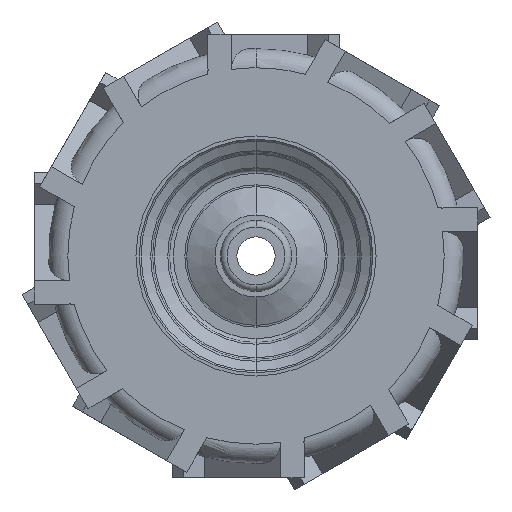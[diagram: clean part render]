
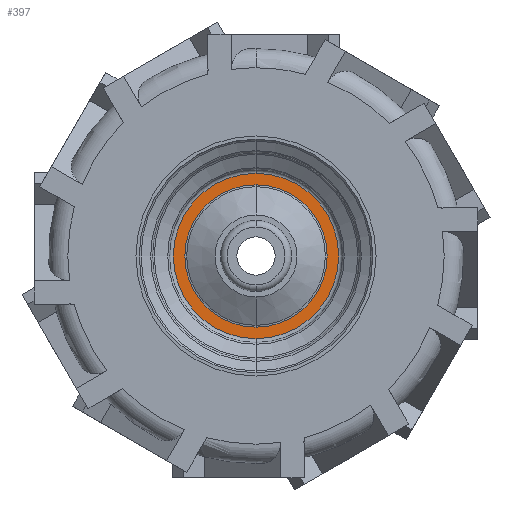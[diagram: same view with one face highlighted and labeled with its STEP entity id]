
A CAD part, left-side view. The second image highlights one B-rep face of the part: STEP entity #397.
In plain terms, the highlighted planar face has unit normal (-1, 0, 0).
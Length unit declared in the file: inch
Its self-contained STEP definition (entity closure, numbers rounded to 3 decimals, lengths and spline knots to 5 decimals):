
#397 = ADVANCED_FACE ( 'NONE', ( #3010, #6032 ), #3129, .F. ) ;
#478 = CIRCLE ( 'NONE', #6996, 0.70949 ) ;
#624 = DIRECTION ( 'NONE',  ( -1., 0., 0. ) ) ;
#751 = DIRECTION ( 'NONE',  ( 0., 0., -1. ) ) ;
#986 = AXIS2_PLACEMENT_3D ( 'NONE', #5285, #4053, #5870 ) ;
#1097 = EDGE_CURVE ( 'Edge45', #3984, #2480, #2544, .T. ) ;
#1157 = CARTESIAN_POINT ( 'NONE',  ( 1.51778, 0., -0.82421 ) ) ;
#1185 = AXIS2_PLACEMENT_3D ( 'NONE', #7257, #5414, #751 ) ;
#1412 = CARTESIAN_POINT ( 'NONE',  ( 1.51778, 0., 0. ) ) ;
#1469 = CIRCLE ( 'NONE', #986, 0.70949 ) ;
#1496 = DIRECTION ( 'NONE',  ( 0., 0., 1. ) ) ;
#1917 = DIRECTION ( 'NONE',  ( 0., 0., 1. ) ) ;
#2030 = DIRECTION ( 'NONE',  ( -1., 0., 0. ) ) ;
#2169 = AXIS2_PLACEMENT_3D ( 'NONE', #4002, #5789, #1917 ) ;
#2411 = CARTESIAN_POINT ( 'NONE',  ( 1.51778, 0., 0.70949 ) ) ;
#2454 = AXIS2_PLACEMENT_3D ( 'NONE', #1412, #2030, #5509 ) ;
#2480 = VERTEX_POINT ( 'NONE', #6963 ) ;
#2544 = CIRCLE ( 'NONE', #2169, 0.82421 ) ;
#3010 = FACE_BOUND ( 'NONE', #6957, .T. ) ;
#3129 = PLANE ( 'NONE',  #1185 ) ;
#3214 = EDGE_CURVE ( 'Edge134', #7244, #5470, #478, .T. ) ;
#3404 = CARTESIAN_POINT ( 'NONE',  ( 1.51778, 0., -0.70949 ) ) ;
#3984 = VERTEX_POINT ( 'NONE', #1157 ) ;
#4002 = CARTESIAN_POINT ( 'NONE',  ( 1.51778, 0., 0. ) ) ;
#4053 = DIRECTION ( 'NONE',  ( -1., 0., 0. ) ) ;
#4249 = EDGE_CURVE ( 'Edge45', #2480, #3984, #7009, .T. ) ;
#4626 = CARTESIAN_POINT ( 'NONE',  ( 1.51778, 0., 0. ) ) ;
#4650 = EDGE_CURVE ( 'Edge134', #5470, #7244, #1469, .T. ) ;
#4755 = EDGE_LOOP ( 'NONE', ( #5527, #6688 ) ) ;
#5285 = CARTESIAN_POINT ( 'NONE',  ( 1.51778, 0., 0. ) ) ;
#5414 = DIRECTION ( 'NONE',  ( 1., 0., 0. ) ) ;
#5470 = VERTEX_POINT ( 'NONE', #3404 ) ;
#5509 = DIRECTION ( 'NONE',  ( 0., 0., 1. ) ) ;
#5527 = ORIENTED_EDGE ( 'NONE', *, *, #4249, .T. ) ;
#5789 = DIRECTION ( 'NONE',  ( -1., 0., 0. ) ) ;
#5870 = DIRECTION ( 'NONE',  ( 0., 0., 1. ) ) ;
#6032 = FACE_OUTER_BOUND ( 'NONE', #4755, .T. ) ;
#6486 = ORIENTED_EDGE ( 'NONE', *, *, #4650, .F. ) ;
#6688 = ORIENTED_EDGE ( 'NONE', *, *, #1097, .T. ) ;
#6957 = EDGE_LOOP ( 'NONE', ( #7318, #6486 ) ) ;
#6963 = CARTESIAN_POINT ( 'NONE',  ( 1.51778, 0., 0.82421 ) ) ;
#6996 = AXIS2_PLACEMENT_3D ( 'NONE', #4626, #624, #1496 ) ;
#7009 = CIRCLE ( 'NONE', #2454, 0.82421 ) ;
#7244 = VERTEX_POINT ( 'NONE', #2411 ) ;
#7257 = CARTESIAN_POINT ( 'NONE',  ( 1.51778, 0.70949, 0. ) ) ;
#7318 = ORIENTED_EDGE ( 'NONE', *, *, #3214, .F. ) ;
